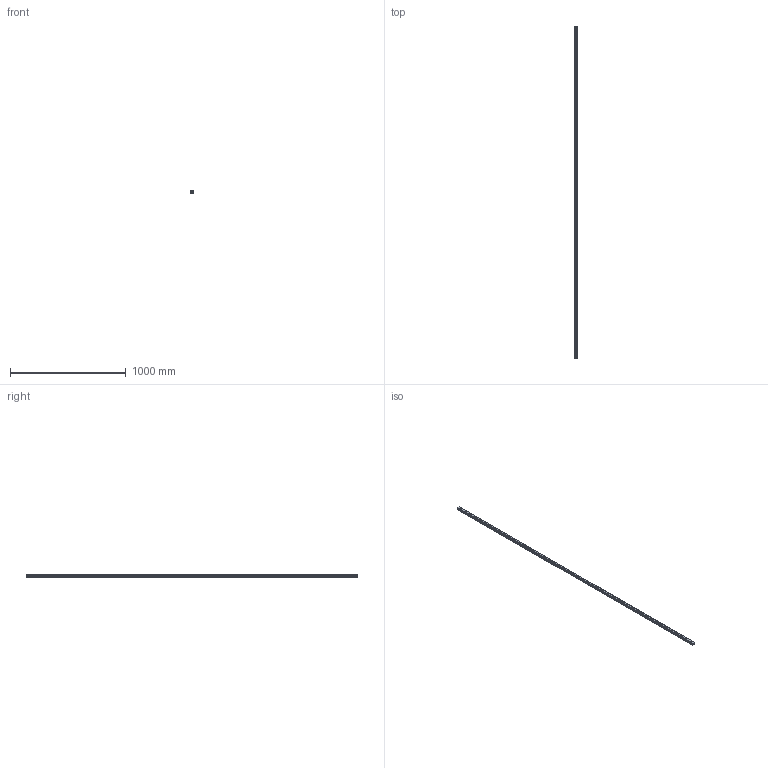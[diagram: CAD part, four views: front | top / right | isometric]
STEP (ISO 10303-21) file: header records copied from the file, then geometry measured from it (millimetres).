
FILE_DESCRIPTION(('STEP AP214'),'1');
FILE_NAME('cctmp_D371D713-A14C-4850-9C99-8EF7B7D530F8_2020_6_9_13_19_13_296..stp','2020-06-09T11:19:13',('HIWIN GmbH'),('CADClick - www.CADClick.com'),'Spatial InterOp 3D',' ','unknown authorization');
FILE_SCHEMA(('AUTOMOTIVE_DESIGN'));
Length unit declared in the file: millimetre
Products named in the file (1): HGR25R2870H_FILE
Bounding box: 23 x 2870 x 22 mm (x, y, z)
Volume: 1192952.5 mm3; surface area: 294958.2 mm2
Topology: 1 solids, 1 shells, 687 faces, 1755 edges, 1170 vertices
Faces by surface type: plane 377, cylinder 310
Entity records: 26853 total; most frequent: DIRECTION 4135, CARTESIAN_POINT 3613, ORIENTED_EDGE 3510, EDGE_CURVE 1755, AXIS2_PLACEMENT_3D 1692, VERTEX_POINT 1170, CIRCLE 812, EDGE_LOOP 787
